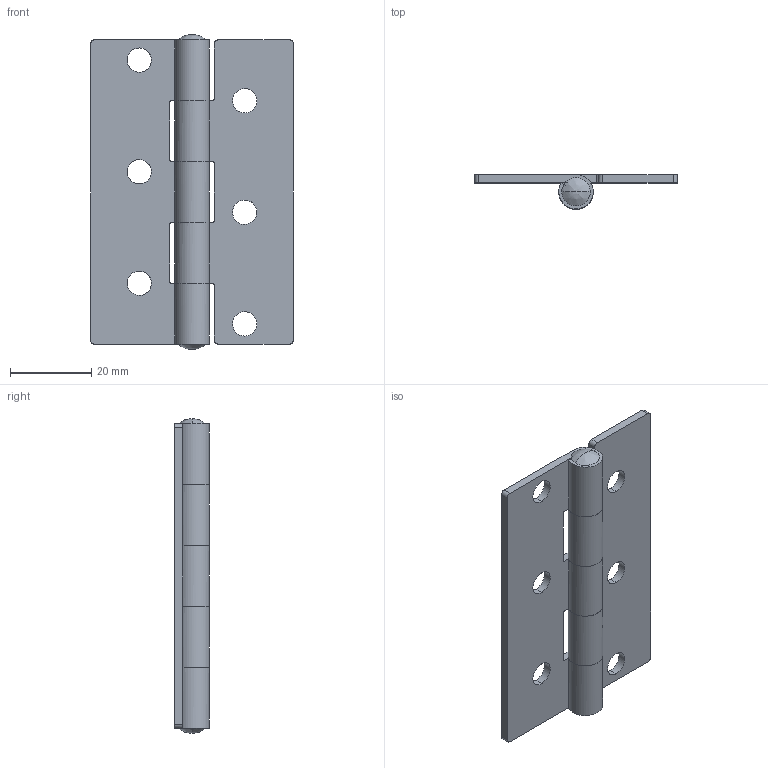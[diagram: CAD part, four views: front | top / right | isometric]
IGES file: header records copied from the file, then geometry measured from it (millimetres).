
Start section: ------------------------------------------------------------------------
Global section: file name: PC011.20116.TH-186SUS_14575.igs; native system: spGate; preprocessor: ver19.8.4 (****-****-****-****); author: Unknown; organization: Unknown; date: 231013.144815; units: millimetre
Bounding box: 50 x 8.5 x 77.6 mm (x, y, z)
Volume: 10199.7 mm3; surface area: 11514.3 mm2
Topology: 3 solids, 3 shells, 72 faces, 204 edges, 136 vertices
Faces by surface type: bspline 72
